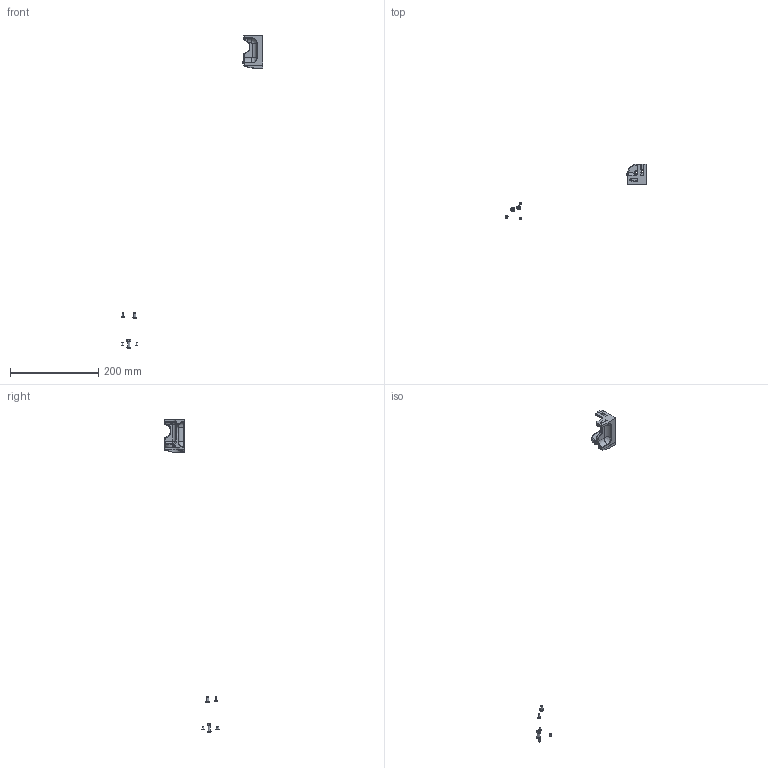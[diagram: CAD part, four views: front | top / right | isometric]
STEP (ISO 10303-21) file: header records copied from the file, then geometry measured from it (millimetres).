
FILE_DESCRIPTION(/* description */ (''),/* implementation_level */ '2;1');
FILE_NAME(/* name */ 'Corner_A.step',/* time_stamp */ '2022-04-02T16:39:52-06:00',/* author */ (''),/* organization */ (''),/* preprocessor_version */ 'ST-DEVELOPER v18.1',/* originating_system */ 'Autodesk Translation Framework v10.13.0.1454',/* authorisation */ '');
FILE_SCHEMA (('AUTOMOTIVE_DESIGN { 1 0 10303 214 3 1 1 }'));
Length unit declared in the file: millimetre
Products named in the file (9): Corner_A; M3x8 SHCS (71); M5x10 BHCS (5); M3x6 BHCS (25); M3x6 BHCS (24); M3x6 BHCS (23); Rubber Foot; M5x16 BHCS (40); M5 Hex Nut (13)
Assembly tree (8 placements, depth 2):
  Corner_A
    M3x8 SHCS (71)
    M5x10 BHCS (5)
    M3x6 BHCS (25)
    M3x6 BHCS (24)
    M3x6 BHCS (23)
    Rubber Foot
    M5x16 BHCS (40)
    M5 Hex Nut (13)
Bounding box: 320.22 x 124.39 x 708.7 mm (x, y, z)
Volume: 53845.1 mm3; surface area: 19026.2 mm2
Topology: 9 solids, 9 shells, 406 faces, 895 edges, 525 vertices
Faces by surface type: plane 165, cylinder 120, cone 63, torus 22, bspline 21, sphere 15
Full cylindrical faces by diameter (mm): 2.8 x3, 3 x4, 3.4 x3, 3.5 x1, 5 x3, 5.4 x3, 5.5 x2, 5.7 x3, 6 x1, 9.5 x2
Entity records: 12117 total; most frequent: CARTESIAN_POINT 2933, DIRECTION 1973, ORIENTED_EDGE 1780, EDGE_CURVE 890, AXIS2_PLACEMENT_3D 766, VERTEX_POINT 525, EDGE_LOOP 445, LINE 441
